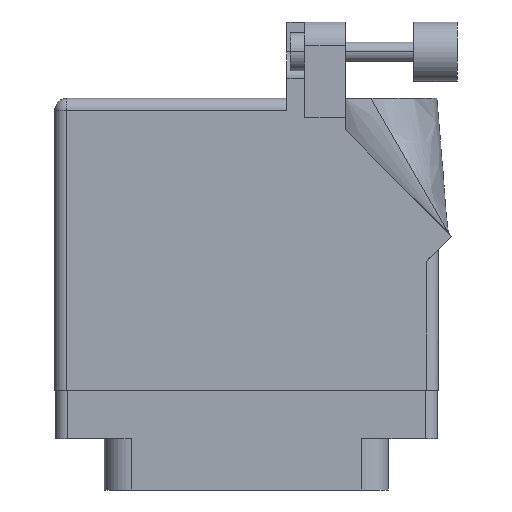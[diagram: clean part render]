
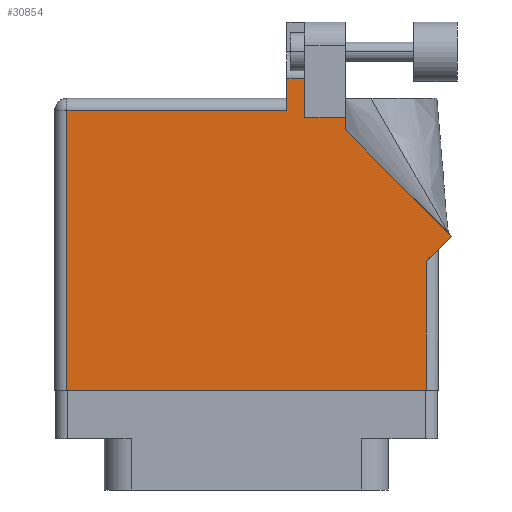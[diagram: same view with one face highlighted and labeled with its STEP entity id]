
A CAD part, front view. The second image highlights one B-rep face of the part: STEP entity #30854.
In plain terms, the highlighted face is planar.
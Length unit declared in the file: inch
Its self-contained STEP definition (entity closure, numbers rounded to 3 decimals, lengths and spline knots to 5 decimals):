
#24 = ORIENTED_EDGE ( 'NONE', *, *, #29906, .T. ) ;
#1346 = PLANE ( 'NONE',  #10300 ) ;
#1477 = VERTEX_POINT ( 'NONE', #4021 ) ;
#1528 = CARTESIAN_POINT ( 'NONE',  ( 0.63677, 1.5315, 0.455 ) ) ;
#2824 = CARTESIAN_POINT ( 'NONE',  ( 1.005, 0.637, 0.455 ) ) ;
#2979 = EDGE_CURVE ( 'NONE', #36687, #28235, #32522, .T. ) ;
#3015 = LINE ( 'NONE', #2824, #38946 ) ;
#3658 = VERTEX_POINT ( 'NONE', #4802 ) ;
#3882 = VECTOR ( 'NONE', #29042, 39.37008 ) ;
#4021 = CARTESIAN_POINT ( 'NONE',  ( 0.943, -0.1, 0.455 ) ) ;
#4100 = CARTESIAN_POINT ( 'NONE',  ( -0.943, -0.1, 0.455 ) ) ;
#4388 = EDGE_LOOP ( 'NONE', ( #27374, #31508, #32638, #26367, #13506, #9324, #33646, #6377, #6581, #23614, #24 ) ) ;
#4406 = FACE_OUTER_BOUND ( 'NONE', #4388, .T. ) ;
#4802 = CARTESIAN_POINT ( 'NONE',  ( 1.07571, 0.70771, 0.455 ) ) ;
#5958 = VERTEX_POINT ( 'NONE', #24210 ) ;
#6377 = ORIENTED_EDGE ( 'NONE', *, *, #15808, .T. ) ;
#6581 = ORIENTED_EDGE ( 'NONE', *, *, #29580, .T. ) ;
#7771 = CARTESIAN_POINT ( 'NONE',  ( 0.306, 1.33, 0.455 ) ) ;
#8281 = CARTESIAN_POINT ( 'NONE',  ( 0.943, 0.637, 0.455 ) ) ;
#8319 = CARTESIAN_POINT ( 'NONE',  ( -0.943, 1.368, 0.455 ) ) ;
#9324 = ORIENTED_EDGE ( 'NONE', *, *, #32072, .T. ) ;
#9827 = EDGE_CURVE ( 'NONE', #16900, #36687, #16651, .T. ) ;
#10300 = AXIS2_PLACEMENT_3D ( 'NONE', #26304, #28962, #13606 ) ;
#10640 = LINE ( 'NONE', #32528, #24075 ) ;
#11041 = LINE ( 'NONE', #36014, #13569 ) ;
#11209 = CARTESIAN_POINT ( 'NONE',  ( 0.519, 1.26442, 0.455 ) ) ;
#12245 = EDGE_CURVE ( 'NONE', #28235, #35507, #11041, .T. ) ;
#13399 = EDGE_CURVE ( 'NONE', #35507, #27055, #39919, .T. ) ;
#13506 = ORIENTED_EDGE ( 'NONE', *, *, #13399, .T. ) ;
#13569 = VECTOR ( 'NONE', #20445, 39.37008 ) ;
#13606 = DIRECTION ( 'NONE',  ( -1., 0., 0. ) ) ;
#14201 = CARTESIAN_POINT ( 'NONE',  ( 0.212, 1.368, 0.455 ) ) ;
#14728 = DIRECTION ( 'NONE',  ( 0., -1., 0. ) ) ;
#15468 = DIRECTION ( 'NONE',  ( 0.707, 0.707, 0. ) ) ;
#15561 = VERTEX_POINT ( 'NONE', #11209 ) ;
#15808 = EDGE_CURVE ( 'NONE', #22262, #3658, #3015, .T. ) ;
#16651 = LINE ( 'NONE', #1528, #29556 ) ;
#16900 = VERTEX_POINT ( 'NONE', #27586 ) ;
#17900 = LINE ( 'NONE', #8281, #27372 ) ;
#18041 = EDGE_CURVE ( 'NONE', #15561, #5958, #22930, .T. ) ;
#18098 = DIRECTION ( 'NONE',  ( -0.707, 0.707, 0. ) ) ;
#20445 = DIRECTION ( 'NONE',  ( -1., 0., 0. ) ) ;
#20858 = CARTESIAN_POINT ( 'NONE',  ( -0.943, -0.1, 0.455 ) ) ;
#21357 = CARTESIAN_POINT ( 'NONE',  ( -1.005, -0.1, 0.455 ) ) ;
#22262 = VERTEX_POINT ( 'NONE', #27267 ) ;
#22520 = DIRECTION ( 'NONE',  ( 0., 1., 0. ) ) ;
#22930 = LINE ( 'NONE', #35420, #33473 ) ;
#23513 = VECTOR ( 'NONE', #18098, 39.37008 ) ;
#23614 = ORIENTED_EDGE ( 'NONE', *, *, #18041, .T. ) ;
#24025 = CARTESIAN_POINT ( 'NONE',  ( 1.07571, 0.70771, 0.455 ) ) ;
#24075 = VECTOR ( 'NONE', #35604, 39.37008 ) ;
#24210 = CARTESIAN_POINT ( 'NONE',  ( 0.519, 1.33, 0.455 ) ) ;
#24750 = VECTOR ( 'NONE', #24848, 39.37008 ) ;
#24848 = DIRECTION ( 'NONE',  ( 1., 0., 0. ) ) ;
#25631 = LINE ( 'NONE', #32188, #33234 ) ;
#25762 = VERTEX_POINT ( 'NONE', #7771 ) ;
#26304 = CARTESIAN_POINT ( 'NONE',  ( -1.005, 1.43, 0.455 ) ) ;
#26367 = ORIENTED_EDGE ( 'NONE', *, *, #12245, .T. ) ;
#27055 = VERTEX_POINT ( 'NONE', #4100 ) ;
#27267 = CARTESIAN_POINT ( 'NONE',  ( 0.943, 0.575, 0.455 ) ) ;
#27372 = VECTOR ( 'NONE', #36117, 39.37008 ) ;
#27374 = ORIENTED_EDGE ( 'NONE', *, *, #31563, .T. ) ;
#27586 = CARTESIAN_POINT ( 'NONE',  ( 0.306, 1.5315, 0.455 ) ) ;
#28226 = EDGE_CURVE ( 'NONE', #1477, #22262, #17900, .T. ) ;
#28235 = VERTEX_POINT ( 'NONE', #14201 ) ;
#28962 = DIRECTION ( 'NONE',  ( 0., 0., -1. ) ) ;
#29042 = DIRECTION ( 'NONE',  ( 0., -1., 0. ) ) ;
#29556 = VECTOR ( 'NONE', #36102, 39.37008 ) ;
#29580 = EDGE_CURVE ( 'NONE', #3658, #15561, #39811, .T. ) ;
#29906 = EDGE_CURVE ( 'NONE', #5958, #25762, #25631, .T. ) ;
#30854 = ADVANCED_FACE ( 'NONE', ( #4406 ), #1346, .F. ) ;
#31508 = ORIENTED_EDGE ( 'NONE', *, *, #9827, .T. ) ;
#31563 = EDGE_CURVE ( 'NONE', #25762, #16900, #10640, .T. ) ;
#32072 = EDGE_CURVE ( 'NONE', #27055, #1477, #37328, .T. ) ;
#32188 = CARTESIAN_POINT ( 'NONE',  ( 0.519, 1.33, 0.455 ) ) ;
#32471 = CARTESIAN_POINT ( 'NONE',  ( 0.212, 1.5315, 0.455 ) ) ;
#32522 = LINE ( 'NONE', #36576, #3882 ) ;
#32528 = CARTESIAN_POINT ( 'NONE',  ( 0.306, 1.33, 0.455 ) ) ;
#32638 = ORIENTED_EDGE ( 'NONE', *, *, #2979, .T. ) ;
#32792 = DIRECTION ( 'NONE',  ( -1., 0., 0. ) ) ;
#33234 = VECTOR ( 'NONE', #32792, 39.37008 ) ;
#33473 = VECTOR ( 'NONE', #22520, 39.37008 ) ;
#33646 = ORIENTED_EDGE ( 'NONE', *, *, #28226, .T. ) ;
#35420 = CARTESIAN_POINT ( 'NONE',  ( 0.519, 1.26442, 0.455 ) ) ;
#35507 = VERTEX_POINT ( 'NONE', #8319 ) ;
#35604 = DIRECTION ( 'NONE',  ( 0., 1., 0. ) ) ;
#36014 = CARTESIAN_POINT ( 'NONE',  ( -1.005, 1.368, 0.455 ) ) ;
#36102 = DIRECTION ( 'NONE',  ( -1., 0., 0. ) ) ;
#36117 = DIRECTION ( 'NONE',  ( 0., 1., 0. ) ) ;
#36576 = CARTESIAN_POINT ( 'NONE',  ( 0.212, 1.43, 0.455 ) ) ;
#36687 = VERTEX_POINT ( 'NONE', #32471 ) ;
#36850 = VECTOR ( 'NONE', #14728, 39.37008 ) ;
#37328 = LINE ( 'NONE', #21357, #24750 ) ;
#38946 = VECTOR ( 'NONE', #15468, 39.37008 ) ;
#39811 = LINE ( 'NONE', #24025, #23513 ) ;
#39919 = LINE ( 'NONE', #20858, #36850 ) ;
